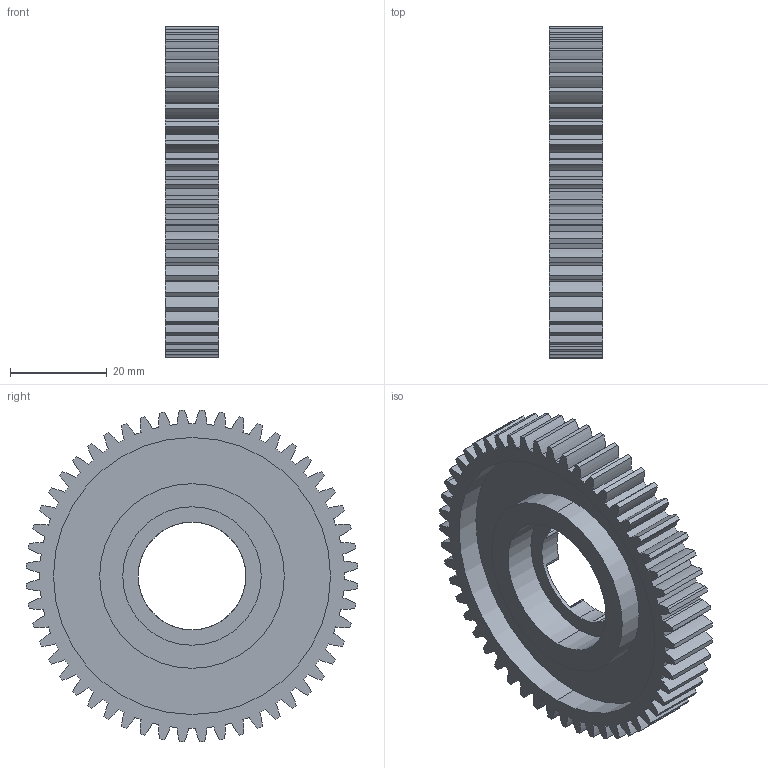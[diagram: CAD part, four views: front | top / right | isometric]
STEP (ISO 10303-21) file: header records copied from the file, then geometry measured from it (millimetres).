
FILE_DESCRIPTION (( 'STEP AP214' ), '1' );
FILE_NAME ('am-3541 52T 20DP Dog Pattern Gear.STEP', '2017-02-09T19:31:58', ( '' ), ( '' ), 'SwSTEP 2.0', 'SolidWorks 2017', '' );
FILE_SCHEMA (( 'AUTOMOTIVE_DESIGN' ));
Length unit declared in the file: inch
Products named in the file (2): am-3541 52T 20DP Dog Pattern Gear
Bounding box: 11.11 x 68.51 x 68.51 mm (x, y, z)
Volume: 17271.8 mm3; surface area: 13975.6 mm2
Topology: 1 solids, 1 shells, 266 faces, 780 edges, 520 vertices
Faces by surface type: cylinder 248, plane 18
Entity records: 9207 total; most frequent: DIRECTION 1820, CARTESIAN_POINT 1568, ORIENTED_EDGE 1560, EDGE_CURVE 780, AXIS2_PLACEMENT_3D 772, VERTEX_POINT 520, CIRCLE 504, VECTOR 276
